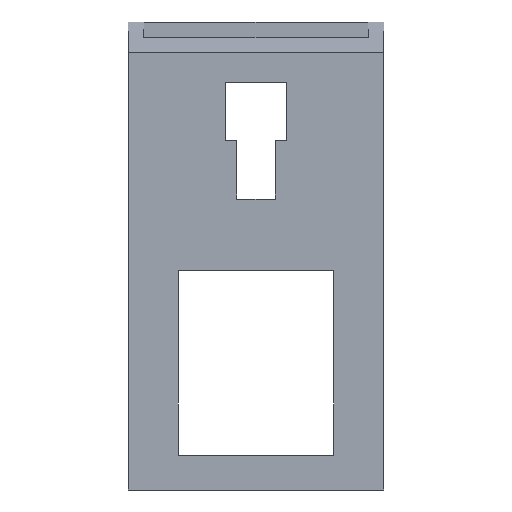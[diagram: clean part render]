
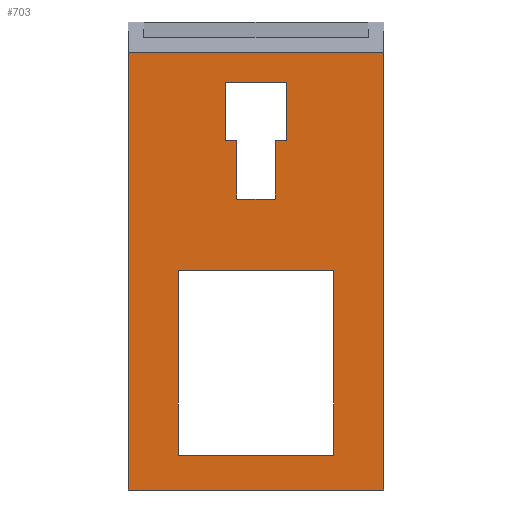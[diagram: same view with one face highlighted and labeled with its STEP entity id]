
A CAD part, front view. The second image highlights one B-rep face of the part: STEP entity #703.
In plain terms, the highlighted planar face has unit normal (0, -1, 0).
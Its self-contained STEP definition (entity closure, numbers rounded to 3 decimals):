
#19=FACE_BOUND('',#95,.T.);
#20=FACE_BOUND('',#96,.T.);
#55=FACE_OUTER_BOUND('',#94,.T.);
#94=EDGE_LOOP('',(#618,#619,#620,#621));
#95=EDGE_LOOP('',(#622,#623,#624,#625,#626,#627,#628,#629));
#96=EDGE_LOOP('',(#630,#631,#632,#633));
#99=LINE('',#927,#194);
#101=LINE('',#933,#196);
#106=LINE('',#942,#201);
#108=LINE('',#945,#203);
#110=LINE('',#949,#205);
#119=LINE('',#967,#214);
#121=LINE('',#971,#216);
#122=LINE('',#973,#217);
#137=LINE('',#1005,#232);
#144=LINE('',#1018,#239);
#181=LINE('',#1093,#276);
#184=LINE('',#1098,#279);
#186=LINE('',#1102,#281);
#188=LINE('',#1105,#283);
#189=LINE('',#1108,#284);
#191=LINE('',#1111,#286);
#194=VECTOR('',#759,10.);
#196=VECTOR('',#763,10.);
#201=VECTOR('',#770,10.);
#203=VECTOR('',#774,10.);
#205=VECTOR('',#778,10.);
#214=VECTOR('',#791,10.);
#216=VECTOR('',#795,10.);
#217=VECTOR('',#798,10.);
#232=VECTOR('',#821,10.);
#239=VECTOR('',#832,10.);
#276=VECTOR('',#897,10.);
#279=VECTOR('',#902,10.);
#281=VECTOR('',#906,10.);
#283=VECTOR('',#910,10.);
#284=VECTOR('',#913,10.);
#286=VECTOR('',#917,10.);
#288=VERTEX_POINT('',#923);
#289=VERTEX_POINT('',#925);
#290=VERTEX_POINT('',#929);
#292=VERTEX_POINT('',#932);
#295=VERTEX_POINT('',#940);
#296=VERTEX_POINT('',#947);
#303=VERTEX_POINT('',#965);
#304=VERTEX_POINT('',#969);
#316=VERTEX_POINT('',#1002);
#317=VERTEX_POINT('',#1004);
#321=VERTEX_POINT('',#1017);
#344=VERTEX_POINT('',#1091);
#345=VERTEX_POINT('',#1092);
#346=VERTEX_POINT('',#1097);
#347=VERTEX_POINT('',#1101);
#348=VERTEX_POINT('',#1107);
#351=EDGE_CURVE('',#288,#289,#99,.T.);
#353=EDGE_CURVE('',#292,#290,#101,.T.);
#358=EDGE_CURVE('',#289,#295,#106,.T.);
#360=EDGE_CURVE('',#295,#292,#108,.T.);
#362=EDGE_CURVE('',#290,#296,#110,.T.);
#371=EDGE_CURVE('',#296,#303,#119,.T.);
#373=EDGE_CURVE('',#304,#288,#121,.T.);
#374=EDGE_CURVE('',#303,#304,#122,.T.);
#389=EDGE_CURVE('',#317,#316,#137,.T.);
#396=EDGE_CURVE('',#317,#321,#144,.T.);
#433=EDGE_CURVE('',#344,#345,#181,.T.);
#436=EDGE_CURVE('',#346,#344,#184,.T.);
#438=EDGE_CURVE('',#347,#346,#186,.T.);
#440=EDGE_CURVE('',#345,#347,#188,.T.);
#441=EDGE_CURVE('',#321,#348,#189,.T.);
#443=EDGE_CURVE('',#348,#316,#191,.T.);
#618=ORIENTED_EDGE('',*,*,#389,.T.);
#619=ORIENTED_EDGE('',*,*,#443,.F.);
#620=ORIENTED_EDGE('',*,*,#441,.F.);
#621=ORIENTED_EDGE('',*,*,#396,.F.);
#622=ORIENTED_EDGE('',*,*,#362,.T.);
#623=ORIENTED_EDGE('',*,*,#371,.T.);
#624=ORIENTED_EDGE('',*,*,#374,.T.);
#625=ORIENTED_EDGE('',*,*,#373,.T.);
#626=ORIENTED_EDGE('',*,*,#351,.T.);
#627=ORIENTED_EDGE('',*,*,#358,.T.);
#628=ORIENTED_EDGE('',*,*,#360,.T.);
#629=ORIENTED_EDGE('',*,*,#353,.T.);
#630=ORIENTED_EDGE('',*,*,#440,.F.);
#631=ORIENTED_EDGE('',*,*,#433,.F.);
#632=ORIENTED_EDGE('',*,*,#436,.F.);
#633=ORIENTED_EDGE('',*,*,#438,.F.);
#668=PLANE('',#752);
#703=ADVANCED_FACE('',(#55,#19,#20),#668,.F.);
#752=AXIS2_PLACEMENT_3D('',#1112,#918,#919);
#759=DIRECTION('',(-1.,0.,0.));
#763=DIRECTION('',(0.,0.,-1.));
#770=DIRECTION('',(0.,0.,1.));
#774=DIRECTION('',(1.,0.,0.));
#778=DIRECTION('',(-1.,0.,0.));
#791=DIRECTION('',(0.,0.,-1.));
#795=DIRECTION('',(0.,0.,1.));
#798=DIRECTION('',(-1.,0.,0.));
#821=DIRECTION('',(-1.,0.,0.));
#832=DIRECTION('',(0.,0.,-1.));
#897=DIRECTION('',(-1.,0.,0.));
#902=DIRECTION('',(0.,0.,1.));
#906=DIRECTION('',(1.,0.,0.));
#910=DIRECTION('',(0.,0.,-1.));
#913=DIRECTION('',(-1.,0.,0.));
#917=DIRECTION('',(0.,0.,1.));
#918=DIRECTION('center_axis',(0.,1.,0.));
#919=DIRECTION('ref_axis',(1.,0.,0.));
#923=CARTESIAN_POINT('',(-2.,0.,34.4));
#925=CARTESIAN_POINT('',(-3.155,0.,34.4));
#927=CARTESIAN_POINT('',(0.,0.,34.4));
#929=CARTESIAN_POINT('',(3.155,0.,34.4));
#932=CARTESIAN_POINT('',(3.155,0.,40.4));
#933=CARTESIAN_POINT('',(3.155,0.,28.463));
#940=CARTESIAN_POINT('',(-3.155,0.,40.4));
#942=CARTESIAN_POINT('',(-3.155,0.,28.463));
#945=CARTESIAN_POINT('',(0.,0.,40.4));
#947=CARTESIAN_POINT('',(2.,0.,34.4));
#949=CARTESIAN_POINT('',(0.,0.,34.4));
#965=CARTESIAN_POINT('',(2.,0.,28.4));
#967=CARTESIAN_POINT('',(2.,0.,25.463));
#969=CARTESIAN_POINT('',(-2.,0.,28.4));
#971=CARTESIAN_POINT('',(-2.,0.,25.463));
#973=CARTESIAN_POINT('',(0.,0.,28.4));
#1002=CARTESIAN_POINT('',(-13.15,0.,43.475));
#1004=CARTESIAN_POINT('',(13.15,0.,43.475));
#1005=CARTESIAN_POINT('',(6.575,0.,43.475));
#1017=CARTESIAN_POINT('',(13.15,0.,-1.6));
#1018=CARTESIAN_POINT('',(13.15,0.,46.65));
#1091=CARTESIAN_POINT('',(8.,0.,21.));
#1092=CARTESIAN_POINT('',(-8.,0.,21.));
#1093=CARTESIAN_POINT('',(-8.,0.,21.));
#1097=CARTESIAN_POINT('',(8.,0.,2.));
#1098=CARTESIAN_POINT('',(8.,0.,21.));
#1101=CARTESIAN_POINT('',(-8.,0.,2.));
#1102=CARTESIAN_POINT('',(8.,0.,2.));
#1105=CARTESIAN_POINT('',(-8.,0.,2.));
#1107=CARTESIAN_POINT('',(-13.15,0.,-1.6));
#1108=CARTESIAN_POINT('',(13.15,0.,-1.6));
#1111=CARTESIAN_POINT('',(-13.15,0.,-1.6));
#1112=CARTESIAN_POINT('Origin',(0.,0.,22.525));
